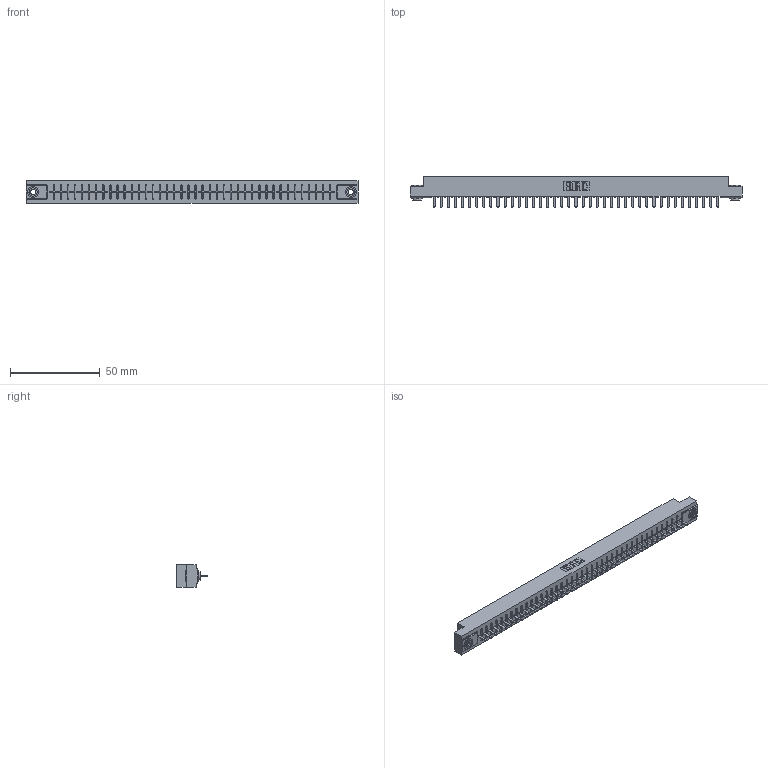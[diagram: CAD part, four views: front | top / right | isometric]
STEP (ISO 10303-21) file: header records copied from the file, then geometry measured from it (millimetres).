
FILE_DESCRIPTION (( 'STEP AP203' ), '1' );
FILE_NAME ('306-041-520-103.STEP', '2019-09-12T00:35:54', ( '' ), ( '' ), 'SwSTEP 2.0', 'SolidWorks 2016', '' );
FILE_SCHEMA (( 'CONFIG_CONTROL_DESIGN' ));
Length unit declared in the file: inch
Products named in the file (4): 306-290-001_120; 306 Part_.156 Dia; 345-250-002_345-250-002-102; 306-041-520-103
Assembly tree (44 placements, depth 2):
  306-041-520-103
    306 Part_.156 Dia
    306-290-001_120  x41
    345-250-002_345-250-002-102  x2
Bounding box: 185.47 x 17.12 x 12.7 mm (x, y, z)
Volume: 20509.1 mm3; surface area: 21314.6 mm2
Topology: 44 solids, 44 shells, 3038 faces, 8505 edges, 5446 vertices
Faces by surface type: plane 2019, cylinder 847, sphere 164, cone 8
Entity records: 39385 total; most frequent: CARTESIAN_POINT 6591, ORIENTED_EDGE 6526, DIRECTION 6513, EDGE_CURVE 3263, LINE 2545, VECTOR 2545, VERTEX_POINT 2062, AXIS2_PLACEMENT_3D 1984
